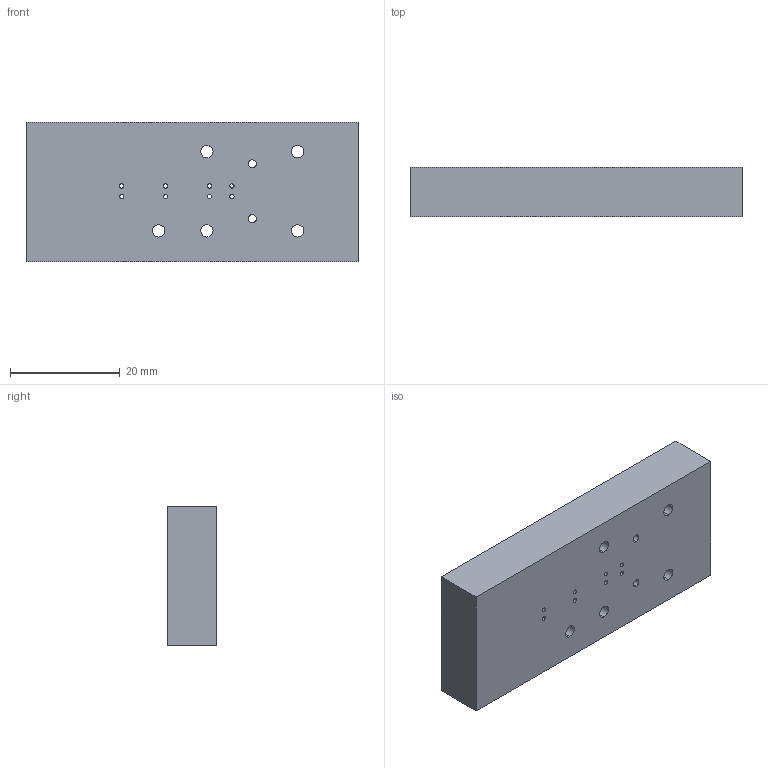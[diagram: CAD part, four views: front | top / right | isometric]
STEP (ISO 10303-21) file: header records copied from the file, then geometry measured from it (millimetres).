
FILE_DESCRIPTION (( 'STEP AP214' ), '1' );
FILE_NAME ('OvermoldBase.STEP', '2024-06-13T22:59:13', ( '' ), ( '' ), 'SwSTEP 2.0', 'SolidWorks 2024', '' );
FILE_SCHEMA (( 'AUTOMOTIVE_DESIGN' ));
Length unit declared in the file: millimetre
Products named in the file (1): OvermoldBase
Bounding box: 60.46 x 9 x 25.4 mm (x, y, z)
Volume: 13401.9 mm3; surface area: 5196.6 mm2
Topology: 1 solids, 1 shells, 249 faces, 697 edges, 437 vertices
Faces by surface type: cylinder 104, plane 61, bspline 50, sphere 18, torus 16
Entity records: 8823 total; most frequent: CARTESIAN_POINT 3096, ORIENTED_EDGE 1314, DIRECTION 1064, EDGE_CURVE 657, AXIS2_PLACEMENT_3D 417, VERTEX_POINT 411, EDGE_LOOP 280, ADVANCED_FACE 249
